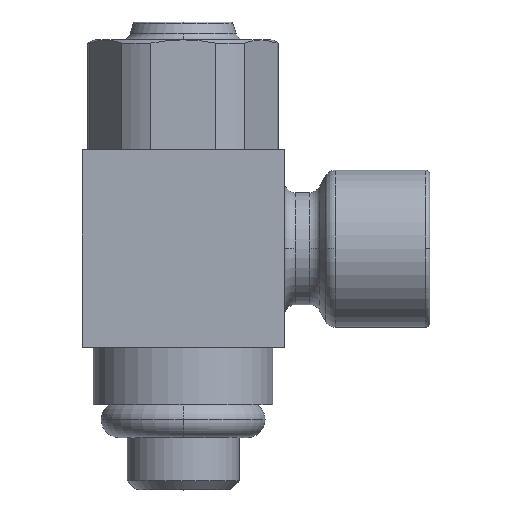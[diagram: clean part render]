
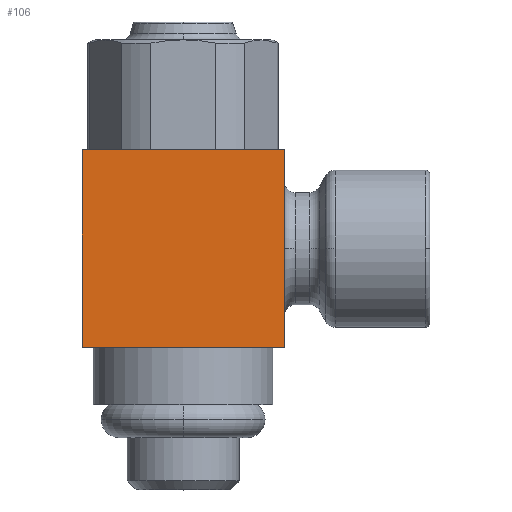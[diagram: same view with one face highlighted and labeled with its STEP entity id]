
A CAD part, top view. The second image highlights one B-rep face of the part: STEP entity #106.
In plain terms, the highlighted planar face has unit normal (0, 0, 1).
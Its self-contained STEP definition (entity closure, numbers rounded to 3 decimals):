
#106=ADVANCED_FACE('',(#246),#247,.T.);
#246=FACE_OUTER_BOUND('',#403,.T.);
#247=PLANE('',#404);
#403=EDGE_LOOP('',(#919,#920,#921,#922));
#404=AXIS2_PLACEMENT_3D('',#923,#924,#925);
#919=ORIENTED_EDGE('',*,*,#1207,.T.);
#920=ORIENTED_EDGE('',*,*,#1206,.T.);
#921=ORIENTED_EDGE('',*,*,#1208,.T.);
#922=ORIENTED_EDGE('',*,*,#1201,.T.);
#923=CARTESIAN_POINT('',(0.0,10.75,4.505));
#924=DIRECTION('',(0.0,0.0,1.0));
#925=DIRECTION('',(1.0,0.0,0.0));
#1201=EDGE_CURVE('',#1493,#1498,#1500,.T.);
#1206=EDGE_CURVE('',#1502,#1507,#1509,.T.);
#1207=EDGE_CURVE('',#1498,#1502,#1510,.T.);
#1208=EDGE_CURVE('',#1507,#1493,#1511,.T.);
#1493=VERTEX_POINT('',#2028);
#1498=VERTEX_POINT('',#2035);
#1500=LINE('',#2038,#2039);
#1502=VERTEX_POINT('',#2041);
#1507=VERTEX_POINT('',#2048);
#1509=LINE('',#2051,#2052);
#1510=LINE('',#2053,#2054);
#1511=LINE('',#2055,#2056);
#2028=CARTESIAN_POINT('',(-4.505,6.35,4.505));
#2035=CARTESIAN_POINT('',(4.505,6.35,4.505));
#2038=CARTESIAN_POINT('',(0.0,6.35,4.505));
#2039=VECTOR('',#2430,1.0);
#2041=CARTESIAN_POINT('',(4.505,15.15,4.505));
#2048=CARTESIAN_POINT('',(-4.505,15.15,4.505));
#2051=CARTESIAN_POINT('',(0.0,15.15,4.505));
#2052=VECTOR('',#2437,1.0);
#2053=CARTESIAN_POINT('',(4.505,10.75,4.505));
#2054=VECTOR('',#2438,1.0);
#2055=CARTESIAN_POINT('',(-4.505,10.75,4.505));
#2056=VECTOR('',#2439,1.0);
#2430=DIRECTION('',(1.0,0.0,0.0));
#2437=DIRECTION('',(-1.0,0.0,0.0));
#2438=DIRECTION('',(0.0,1.0,0.0));
#2439=DIRECTION('',(0.0,-1.0,0.0));
